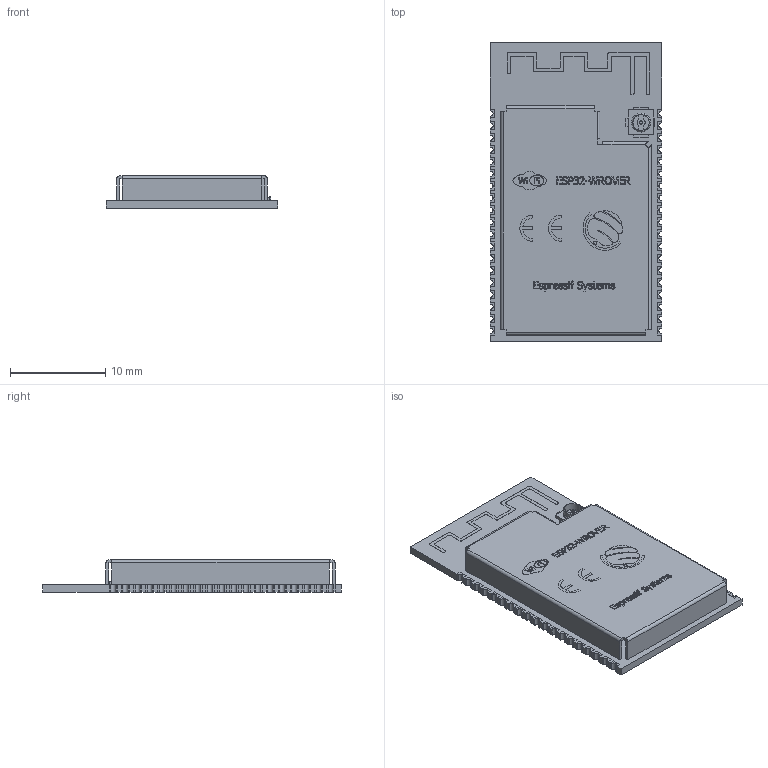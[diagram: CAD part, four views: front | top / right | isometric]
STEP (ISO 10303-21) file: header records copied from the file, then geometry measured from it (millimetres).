
FILE_DESCRIPTION(/* description */ (''),/* implementation_level */ '2;1');
FILE_NAME(/* name */ '1.stp',/* time_stamp */ '2019-05-09T18:14:05+02:00',/* author */ ('karim'),/* organization */ (''),/* preprocessor_version */ 'ST-DEVELOPER v15.6',/* originating_system */ 'Autodesk Inventor 2015',/* authorisation */ '');
FILE_SCHEMA (('AUTOMOTIVE_DESIGN { 1 0 10303 214 3 1 1 }'));
Length unit declared in the file: millimetre
Products named in the file (9): 1; 2; 3; 4; 5; 6; 7; 8
Bounding box: 18 x 31.4 x 3.4 mm (x, y, z)
Volume: 609.3 mm3; surface area: 2536.8 mm2
Topology: 88 solids, 88 shells, 1272 faces, 3278 edges, 2183 vertices
Faces by surface type: plane 874, bspline 245, cylinder 150, cone 2, torus 1
Full cylindrical faces by diameter (mm): 0.278 x25, 0.346 x1, 0.373 x1, 1.693 x1, 2 x2
Entity records: 39762 total; most frequent: CARTESIAN_POINT 9895, ORIENTED_EDGE 6486, DIRECTION 5159, EDGE_CURVE 3243, LINE 2445, VECTOR 2445, VERTEX_POINT 2181, EDGE_LOOP 1382
